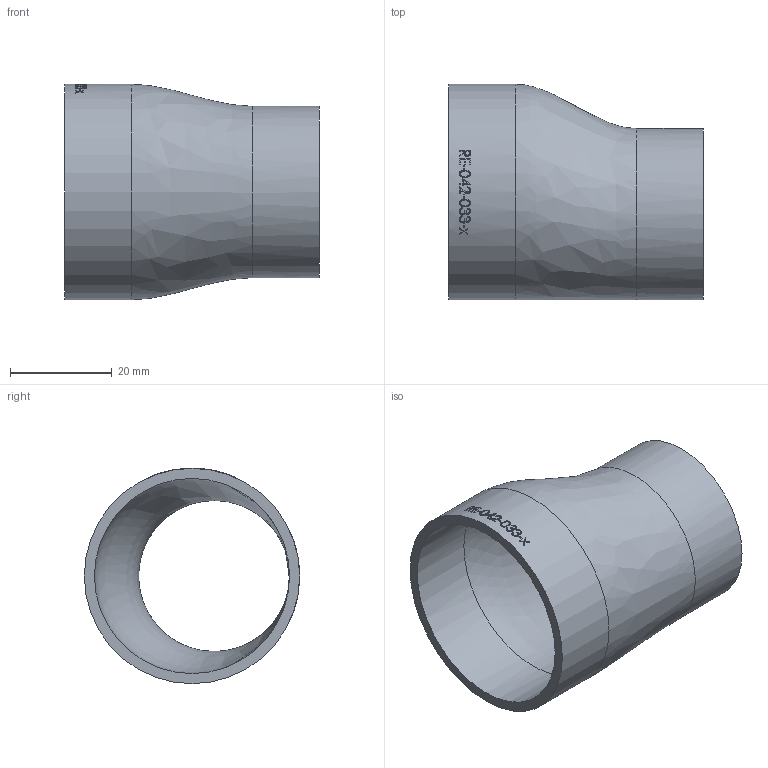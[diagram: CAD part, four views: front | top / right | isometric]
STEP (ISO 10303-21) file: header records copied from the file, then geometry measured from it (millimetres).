
FILE_DESCRIPTION (( 'STEP AP214' ), '1' );
FILE_NAME ('RE-042-033-x Reduzierung Exzenter 42,4x33,7x2,0x2,0 BL50 2012.STEP', '2020-12-30T11:09:20', ( '' ), ( '' ), 'SwSTEP 2.0', 'SolidWorks 2019', '' );
FILE_SCHEMA (( 'AUTOMOTIVE_DESIGN' ));
Length unit declared in the file: millimetre
Products named in the file (1): RE-042-033-x Reduzierung Exzenter 42,4x33,7x2,0x2,0 BL50 2012
Bounding box: 50 x 42.4 x 42.4 mm (x, y, z)
Volume: 11539.6 mm3; surface area: 11931.8 mm2
Topology: 1 solids, 1 shells, 155 faces, 414 edges, 276 vertices
Faces by surface type: bspline 74, plane 59, cylinder 22
Full cylindrical faces by diameter (mm): 29.7 x1, 33.7 x1, 38.4 x1, 42.4 x1
Entity records: 15074 total; most frequent: CARTESIAN_POINT 10348, ORIENTED_EDGE 790, EDGE_CURVE 395, DIRECTION 392, VERTEX_POINT 266, B_SPLINE_CURVE_WITH_KNOTS 236, EDGE_LOOP 177, FACE_OUTER_BOUND 159
